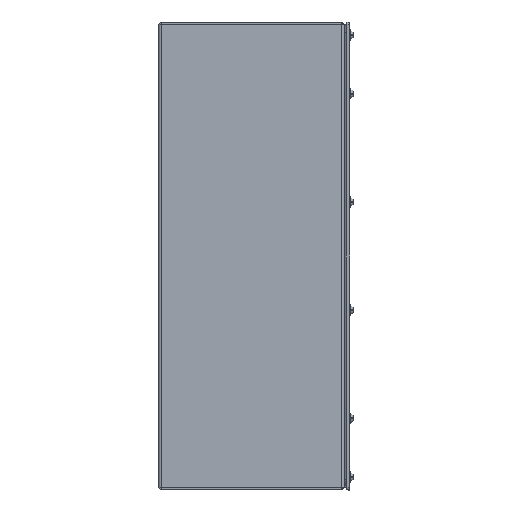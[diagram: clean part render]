
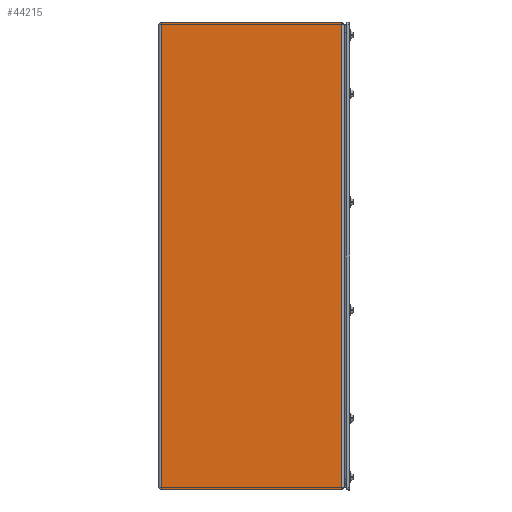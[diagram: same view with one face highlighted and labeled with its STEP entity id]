
A CAD part, left-side view. The second image highlights one B-rep face of the part: STEP entity #44215.
In plain terms, the highlighted planar face has unit normal (-1, 0, 0).
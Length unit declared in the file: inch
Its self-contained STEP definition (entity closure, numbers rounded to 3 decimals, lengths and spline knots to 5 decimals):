
#128 = LINE ( 'NONE', #7886, #35894 ) ;
#1261 = LINE ( 'NONE', #9002, #47479 ) ;
#6629 = DIRECTION ( 'NONE',  ( 0., 0., 1. ) ) ;
#7369 = CARTESIAN_POINT ( 'NONE',  ( -10.0675, 8., -10.0675 ) ) ;
#7886 = CARTESIAN_POINT ( 'NONE',  ( -10.0675, 8., 10.0625 ) ) ;
#8427 = VECTOR ( 'NONE', #46550, 39.37008 ) ;
#9002 = CARTESIAN_POINT ( 'NONE',  ( -10.0675, 7.89, -10.0675 ) ) ;
#9543 = CARTESIAN_POINT ( 'NONE',  ( -10.0675, 7.89, -10.0675 ) ) ;
#9592 = AXIS2_PLACEMENT_3D ( 'NONE', #7369, #22380, #33278 ) ;
#9762 = CARTESIAN_POINT ( 'NONE',  ( -10.0675, 0.11, 10.0625 ) ) ;
#10897 = EDGE_CURVE ( 'NONE', #38406, #19284, #1261, .T. ) ;
#10967 = VERTEX_POINT ( 'NONE', #36393 ) ;
#11249 = EDGE_CURVE ( 'NONE', #38406, #20587, #128, .T. ) ;
#11567 = EDGE_CURVE ( 'NONE', #10967, #20587, #25019, .T. ) ;
#12475 = EDGE_LOOP ( 'NONE', ( #34129, #43798, #39504, #31929 ) ) ;
#18014 = FACE_OUTER_BOUND ( 'NONE', #12475, .T. ) ;
#18439 = CARTESIAN_POINT ( 'NONE',  ( -10.0675, 0.11, 10.0625 ) ) ;
#19284 = VERTEX_POINT ( 'NONE', #9543 ) ;
#20587 = VERTEX_POINT ( 'NONE', #18439 ) ;
#21660 = PLANE ( 'NONE',  #9592 ) ;
#22380 = DIRECTION ( 'NONE',  ( 1., 0., 0. ) ) ;
#23736 = EDGE_CURVE ( 'NONE', #19284, #10967, #46789, .T. ) ;
#25019 = LINE ( 'NONE', #9762, #26645 ) ;
#26645 = VECTOR ( 'NONE', #6629, 39.37008 ) ;
#31929 = ORIENTED_EDGE ( 'NONE', *, *, #10897, .T. ) ;
#33278 = DIRECTION ( 'NONE',  ( 0., 0., -1. ) ) ;
#33561 = DIRECTION ( 'NONE',  ( 0., -1., 0. ) ) ;
#34129 = ORIENTED_EDGE ( 'NONE', *, *, #23736, .T. ) ;
#35894 = VECTOR ( 'NONE', #33561, 39.37008 ) ;
#36159 = CARTESIAN_POINT ( 'NONE',  ( -10.0675, 8., -10.0675 ) ) ;
#36393 = CARTESIAN_POINT ( 'NONE',  ( -10.0675, 0.11, -10.0675 ) ) ;
#38406 = VERTEX_POINT ( 'NONE', #40625 ) ;
#39504 = ORIENTED_EDGE ( 'NONE', *, *, #11249, .F. ) ;
#40625 = CARTESIAN_POINT ( 'NONE',  ( -10.0675, 7.89, 10.0625 ) ) ;
#42915 = DIRECTION ( 'NONE',  ( 0., 0., -1. ) ) ;
#43798 = ORIENTED_EDGE ( 'NONE', *, *, #11567, .T. ) ;
#44215 = ADVANCED_FACE ( 'NONE', ( #18014 ), #21660, .F. ) ;
#46550 = DIRECTION ( 'NONE',  ( 0., -1., 0. ) ) ;
#46789 = LINE ( 'NONE', #36159, #8427 ) ;
#47479 = VECTOR ( 'NONE', #42915, 39.37008 ) ;
